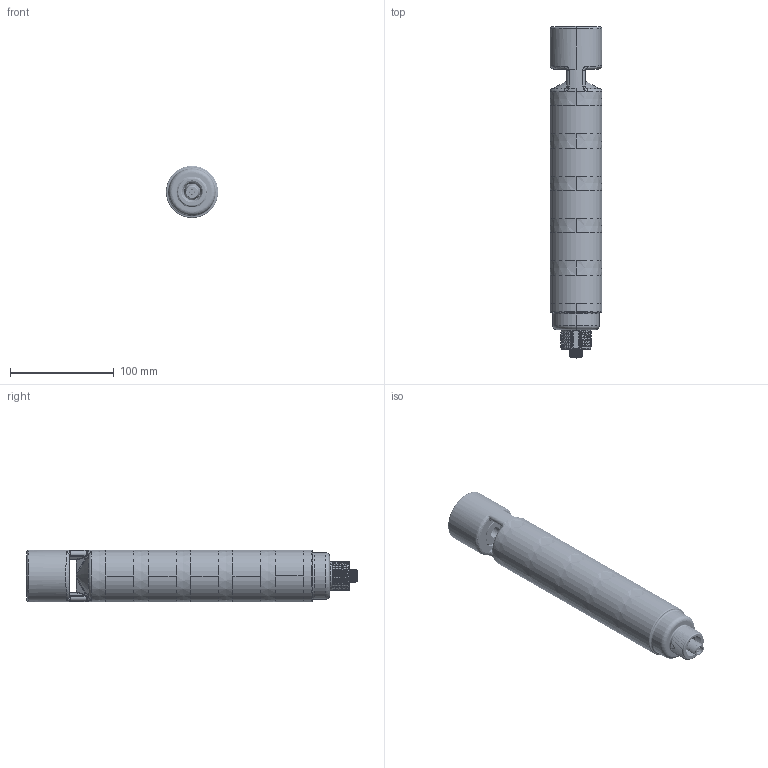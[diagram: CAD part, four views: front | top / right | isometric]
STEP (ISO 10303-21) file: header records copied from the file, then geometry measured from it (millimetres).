
FILE_DESCRIPTION((''),'2;1');
FILE_NAME('175256_ASM','2013-10-02T',('pdmadmin'),(''),'PRO/ENGINEER BY PARAMETRIC TECHNOLOGY CORPORATION, 2012300','PRO/ENGINEER BY PARAMETRIC TECHNOLOGY CORPORATION, 2012300','');
FILE_SCHEMA(('CONFIG_CONTROL_DESIGN'));
Products named in the file (10): 168245; 168246; 168302; 140412_GENERIC; 140427; 168401; 140410_GENERIC; 141960; 41089_NO_ORING; 175256_ASM
Assembly tree (17 placements, depth 2):
  175256_ASM
    168245
    168246
    168302
    140412_GENERIC  x5
    140427  x5
    168401
    140410_GENERIC
    141960
    41089_NO_ORING
Bounding box: 50 x 319.32 x 50 mm (x, y, z)
Volume: 193638.6 mm3; surface area: 180077.4 mm2
Topology: 17 solids, 17 shells, 2637 faces, 7011 edges, 4538 vertices
Faces by surface type: plane 1115, bspline 631, cylinder 589, cone 208, torus 92, sphere 2
Entity records: 88008 total; most frequent: CARTESIAN_POINT 62927, ORIENTED_EDGE 5758, DIRECTION 4333, EDGE_CURVE 2879, VERTEX_POINT 1834, AXIS2_PLACEMENT_3D 1648, EDGE_LOOP 1197, FACE_OUTER_BOUND 1121
